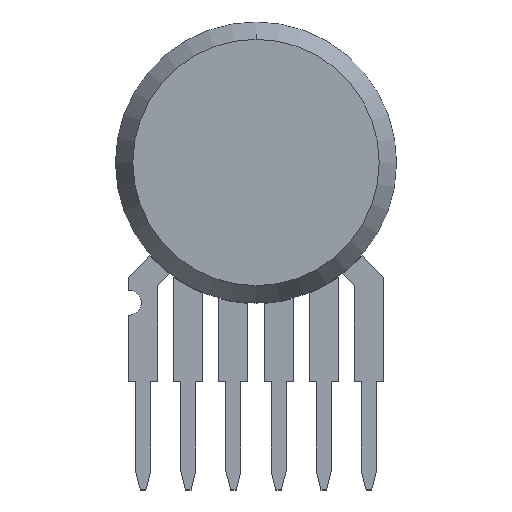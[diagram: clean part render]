
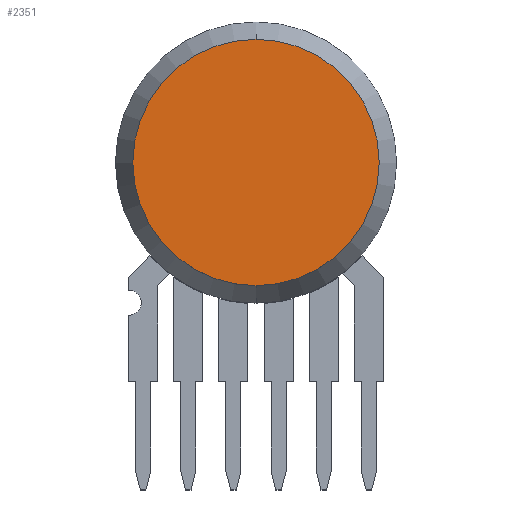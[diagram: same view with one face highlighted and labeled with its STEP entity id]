
A CAD part, top view. The second image highlights one B-rep face of the part: STEP entity #2351.
In plain terms, the highlighted planar face has unit normal (0, 0, 1).
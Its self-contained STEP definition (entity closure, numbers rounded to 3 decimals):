
#517 = VERTEX_POINT ( 'NONE', #1433 ) ;
#518 = VERTEX_POINT ( 'NONE', #1432 ) ;
#524 = EDGE_CURVE ( 'NONE', #517, #518, #1417, .T. ) ;
#1413 = DIRECTION ( 'NONE',  ( 0., -1., 0. ) ) ;
#1414 = DIRECTION ( 'NONE',  ( 0., 0., 1. ) ) ;
#1415 = CARTESIAN_POINT ( 'NONE',  ( 0., 0., 2.795 ) ) ;
#1416 = AXIS2_PLACEMENT_3D ( 'NONE', #1415, #1414, #1413 ) ;
#1417 = CIRCLE ( 'NONE', #1416, 6.93 ) ;
#1432 = CARTESIAN_POINT ( 'NONE',  ( 0., 6.93, 2.795 ) ) ;
#1433 = CARTESIAN_POINT ( 'NONE',  ( 0., -6.93, 2.795 ) ) ;
#1672 = DIRECTION ( 'NONE',  ( 0., -1., 0. ) ) ;
#1673 = DIRECTION ( 'NONE',  ( 0., 0., 1. ) ) ;
#1674 = AXIS2_PLACEMENT_3D ( 'NONE', #1679, #1673, #1672 ) ;
#1675 = CIRCLE ( 'NONE', #1674, 6.93 ) ;
#1676 = DIRECTION ( 'NONE',  ( 0., 1., 0. ) ) ;
#1677 = DIRECTION ( 'NONE',  ( 0., 0., -1. ) ) ;
#1678 = AXIS2_PLACEMENT_3D ( 'NONE', #1680, #1677, #1676 ) ;
#1679 = CARTESIAN_POINT ( 'NONE',  ( 0., 0., 2.795 ) ) ;
#1680 = CARTESIAN_POINT ( 'NONE',  ( 0., 6.93, 2.795 ) ) ;
#1681 = PLANE ( 'NONE',  #1678 ) ;
#1686 = FACE_OUTER_BOUND ( 'NONE', #2348, .T. ) ;
#2347 = ORIENTED_EDGE ( 'NONE', *, *, #2352, .T. ) ;
#2348 = EDGE_LOOP ( 'NONE', ( #2349, #2347 ) ) ;
#2349 = ORIENTED_EDGE ( 'NONE', *, *, #524, .T. ) ;
#2351 = ADVANCED_FACE ( 'NONE', ( #1686 ), #1681, .F. ) ;
#2352 = EDGE_CURVE ( 'NONE', #518, #517, #1675, .T. ) ;
